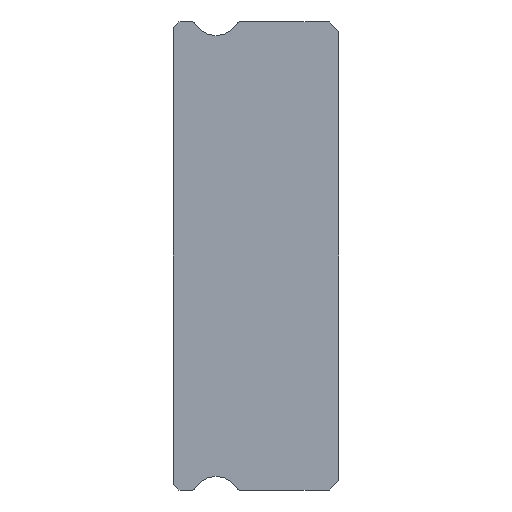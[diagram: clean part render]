
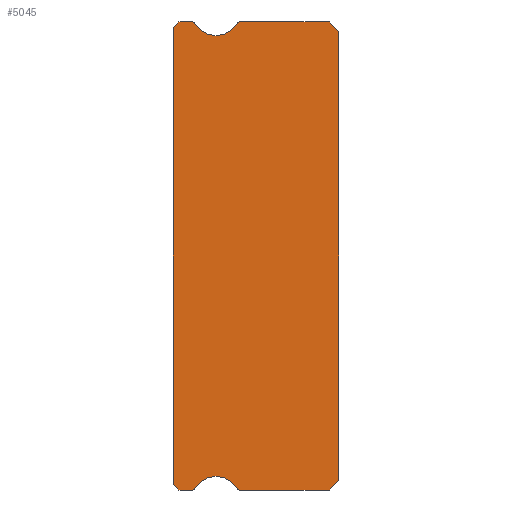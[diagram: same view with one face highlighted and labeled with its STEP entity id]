
A CAD part, left-side view. The second image highlights one B-rep face of the part: STEP entity #5045.
In plain terms, the highlighted planar face has unit normal (-1, 0, 0).
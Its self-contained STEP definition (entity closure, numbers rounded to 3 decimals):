
#8 = ORIENTED_EDGE ( 'NONE', *, *, #2969, .T. ) ;
#18 = CIRCLE ( 'NONE', #1440, 1.25 ) ;
#38 = VERTEX_POINT ( 'NONE', #1938 ) ;
#100 = LINE ( 'NONE', #3638, #4552 ) ;
#124 = DIRECTION ( 'NONE',  ( -1., 0., 0. ) ) ;
#156 = AXIS2_PLACEMENT_3D ( 'NONE', #266, #2681, #1874 ) ;
#161 = AXIS2_PLACEMENT_3D ( 'NONE', #4033, #463, #3326 ) ;
#175 = DIRECTION ( 'NONE',  ( 0., 0., 1. ) ) ;
#266 = CARTESIAN_POINT ( 'NONE',  ( -15., 7.512, -11.85 ) ) ;
#326 = ORIENTED_EDGE ( 'NONE', *, *, #4889, .F. ) ;
#336 = VERTEX_POINT ( 'NONE', #4833 ) ;
#359 = VERTEX_POINT ( 'NONE', #4965 ) ;
#409 = DIRECTION ( 'NONE',  ( -1., 0., 0. ) ) ;
#413 = VECTOR ( 'NONE', #495, 1000. ) ;
#463 = DIRECTION ( 'NONE',  ( 1., 0., 0. ) ) ;
#488 = DIRECTION ( 'NONE',  ( 0., 0., -1. ) ) ;
#495 = DIRECTION ( 'NONE',  ( 0., 1., 0. ) ) ;
#500 = DIRECTION ( 'NONE',  ( -1., 0., 0. ) ) ;
#505 = AXIS2_PLACEMENT_3D ( 'NONE', #2873, #2107, #488 ) ;
#581 = EDGE_CURVE ( 'NONE', #1843, #2011, #4687, .T. ) ;
#590 = ORIENTED_EDGE ( 'NONE', *, *, #1255, .T. ) ;
#597 = VECTOR ( 'NONE', #2286, 1000. ) ;
#625 = VERTEX_POINT ( 'NONE', #3660 ) ;
#779 = VERTEX_POINT ( 'NONE', #3459 ) ;
#798 = VERTEX_POINT ( 'NONE', #1007 ) ;
#805 = DIRECTION ( 'NONE',  ( 0., -0.707, -0.707 ) ) ;
#829 = CARTESIAN_POINT ( 'NONE',  ( -15., 6.3, 12.55 ) ) ;
#849 = ORIENTED_EDGE ( 'NONE', *, *, #2351, .F. ) ;
#874 = EDGE_CURVE ( 'NONE', #2986, #359, #924, .T. ) ;
#895 = CIRCLE ( 'NONE', #1905, 0.15 ) ;
#924 = LINE ( 'NONE', #3280, #2233 ) ;
#937 = LINE ( 'NONE', #3292, #1849 ) ;
#951 = PLANE ( 'NONE',  #4139 ) ;
#970 = EDGE_CURVE ( 'NONE', #779, #1628, #2739, .T. ) ;
#1007 = CARTESIAN_POINT ( 'NONE',  ( -15., 7.512, -12. ) ) ;
#1010 = CARTESIAN_POINT ( 'NONE',  ( -15., 5.217, -11.925 ) ) ;
#1090 = ORIENTED_EDGE ( 'NONE', *, *, #581, .F. ) ;
#1135 = CARTESIAN_POINT ( 'NONE',  ( -15., 7.512, -12. ) ) ;
#1140 = ORIENTED_EDGE ( 'NONE', *, *, #2926, .T. ) ;
#1146 = VERTEX_POINT ( 'NONE', #3369 ) ;
#1255 = EDGE_CURVE ( 'NONE', #625, #798, #1835, .T. ) ;
#1256 = VECTOR ( 'NONE', #805, 1000. ) ;
#1282 = DIRECTION ( 'NONE',  ( 1., 0., 0. ) ) ;
#1283 = EDGE_CURVE ( 'NONE', #2986, #2462, #3504, .T. ) ;
#1297 = LINE ( 'NONE', #1322, #1777 ) ;
#1312 = EDGE_CURVE ( 'NONE', #5110, #2933, #937, .T. ) ;
#1322 = CARTESIAN_POINT ( 'NONE',  ( -15., 8.5, 11.85 ) ) ;
#1380 = DIRECTION ( 'NONE',  ( 1., 0., 0. ) ) ;
#1401 = EDGE_CURVE ( 'NONE', #336, #1146, #1426, .T. ) ;
#1426 = CIRCLE ( 'NONE', #161, 0.15 ) ;
#1440 = AXIS2_PLACEMENT_3D ( 'NONE', #829, #409, #2009 ) ;
#1506 = EDGE_CURVE ( 'NONE', #1628, #359, #4909, .T. ) ;
#1586 = CIRCLE ( 'NONE', #505, 0.15 ) ;
#1618 = CARTESIAN_POINT ( 'NONE',  ( -15., 5.088, -11.85 ) ) ;
#1628 = VERTEX_POINT ( 'NONE', #2892 ) ;
#1666 = LINE ( 'NONE', #2483, #413 ) ;
#1738 = ORIENTED_EDGE ( 'NONE', *, *, #1506, .F. ) ;
#1746 = ORIENTED_EDGE ( 'NONE', *, *, #4205, .F. ) ;
#1777 = VECTOR ( 'NONE', #4480, 1000. ) ;
#1830 = AXIS2_PLACEMENT_3D ( 'NONE', #4165, #500, #2515 ) ;
#1835 = LINE ( 'NONE', #1135, #597 ) ;
#1843 = VERTEX_POINT ( 'NONE', #1010 ) ;
#1849 = VECTOR ( 'NONE', #2503, 1000. ) ;
#1874 = DIRECTION ( 'NONE',  ( 0., 0., -1. ) ) ;
#1905 = AXIS2_PLACEMENT_3D ( 'NONE', #1618, #1282, #2817 ) ;
#1938 = CARTESIAN_POINT ( 'NONE',  ( -15., 6.3, 11.3 ) ) ;
#1942 = DIRECTION ( 'NONE',  ( 0., -1., 0. ) ) ;
#1979 = CARTESIAN_POINT ( 'NONE',  ( -15., 8.2, -12. ) ) ;
#2009 = DIRECTION ( 'NONE',  ( 0., 0., -1. ) ) ;
#2011 = VERTEX_POINT ( 'NONE', #3921 ) ;
#2107 = DIRECTION ( 'NONE',  ( 1., 0., 0. ) ) ;
#2233 = VECTOR ( 'NONE', #175, 1000. ) ;
#2245 = EDGE_CURVE ( 'NONE', #2940, #2933, #1297, .T. ) ;
#2255 = DIRECTION ( 'NONE',  ( 0., 0.707, -0.707 ) ) ;
#2286 = DIRECTION ( 'NONE',  ( 0., -1., 0. ) ) ;
#2351 = EDGE_CURVE ( 'NONE', #38, #4492, #18, .T. ) ;
#2422 = CIRCLE ( 'NONE', #1830, 1.25 ) ;
#2443 = ORIENTED_EDGE ( 'NONE', *, *, #3342, .F. ) ;
#2462 = VERTEX_POINT ( 'NONE', #2901 ) ;
#2483 = CARTESIAN_POINT ( 'NONE',  ( -15., 7.512, -12. ) ) ;
#2503 = DIRECTION ( 'NONE',  ( 0., 0.707, -0.707 ) ) ;
#2515 = DIRECTION ( 'NONE',  ( 0., 0., -1. ) ) ;
#2547 = ORIENTED_EDGE ( 'NONE', *, *, #1401, .F. ) ;
#2622 = CARTESIAN_POINT ( 'NONE',  ( -15., 0., -11.5 ) ) ;
#2681 = DIRECTION ( 'NONE',  ( 1., 0., 0. ) ) ;
#2719 = CARTESIAN_POINT ( 'NONE',  ( -15., 7.512, 12. ) ) ;
#2739 = LINE ( 'NONE', #2719, #4296 ) ;
#2817 = DIRECTION ( 'NONE',  ( 0., 0., -1. ) ) ;
#2873 = CARTESIAN_POINT ( 'NONE',  ( -15., 5.088, 11.85 ) ) ;
#2892 = CARTESIAN_POINT ( 'NONE',  ( -15., 0.5, 12. ) ) ;
#2901 = CARTESIAN_POINT ( 'NONE',  ( -15., 0.5, -12. ) ) ;
#2909 = CIRCLE ( 'NONE', #156, 0.15 ) ;
#2917 = ORIENTED_EDGE ( 'NONE', *, *, #874, .T. ) ;
#2926 = EDGE_CURVE ( 'NONE', #2940, #625, #4333, .T. ) ;
#2933 = VERTEX_POINT ( 'NONE', #3468 ) ;
#2940 = VERTEX_POINT ( 'NONE', #3089 ) ;
#2952 = EDGE_CURVE ( 'NONE', #4492, #779, #1586, .T. ) ;
#2953 = CARTESIAN_POINT ( 'NONE',  ( -15., 6.3, -12.55 ) ) ;
#2955 = CARTESIAN_POINT ( 'NONE',  ( -15., 0.5, 12. ) ) ;
#2969 = EDGE_CURVE ( 'NONE', #336, #5110, #100, .T. ) ;
#2970 = DIRECTION ( 'NONE',  ( 0., 0., -1. ) ) ;
#2986 = VERTEX_POINT ( 'NONE', #4031 ) ;
#3033 = DIRECTION ( 'NONE',  ( 0., -0.707, -0.707 ) ) ;
#3089 = CARTESIAN_POINT ( 'NONE',  ( -15., 8.5, -11.7 ) ) ;
#3280 = CARTESIAN_POINT ( 'NONE',  ( -15., 0., 11.5 ) ) ;
#3292 = CARTESIAN_POINT ( 'NONE',  ( -15., 8.5, 11.7 ) ) ;
#3326 = DIRECTION ( 'NONE',  ( 0., 0., -1. ) ) ;
#3342 = EDGE_CURVE ( 'NONE', #2011, #798, #2909, .T. ) ;
#3369 = CARTESIAN_POINT ( 'NONE',  ( -15., 7.383, 11.925 ) ) ;
#3389 = AXIS2_PLACEMENT_3D ( 'NONE', #2953, #124, #4150 ) ;
#3397 = CARTESIAN_POINT ( 'NONE',  ( -15., 7.512, 11.85 ) ) ;
#3459 = CARTESIAN_POINT ( 'NONE',  ( -15., 5.088, 12. ) ) ;
#3468 = CARTESIAN_POINT ( 'NONE',  ( -15., 8.5, 11.7 ) ) ;
#3504 = LINE ( 'NONE', #2622, #4404 ) ;
#3618 = CARTESIAN_POINT ( 'NONE',  ( -15., 8.2, 12. ) ) ;
#3638 = CARTESIAN_POINT ( 'NONE',  ( -15., 8.2, 12. ) ) ;
#3660 = CARTESIAN_POINT ( 'NONE',  ( -15., 8.2, -12. ) ) ;
#3709 = EDGE_CURVE ( 'NONE', #1146, #38, #2422, .T. ) ;
#3872 = ORIENTED_EDGE ( 'NONE', *, *, #2245, .F. ) ;
#3889 = ORIENTED_EDGE ( 'NONE', *, *, #3709, .F. ) ;
#3921 = CARTESIAN_POINT ( 'NONE',  ( -15., 7.383, -11.925 ) ) ;
#4031 = CARTESIAN_POINT ( 'NONE',  ( -15., 0., -11.5 ) ) ;
#4033 = CARTESIAN_POINT ( 'NONE',  ( -15., 7.512, 11.85 ) ) ;
#4035 = ORIENTED_EDGE ( 'NONE', *, *, #1283, .F. ) ;
#4051 = DIRECTION ( 'NONE',  ( 0., 1., 0. ) ) ;
#4139 = AXIS2_PLACEMENT_3D ( 'NONE', #3397, #1380, #2970 ) ;
#4150 = DIRECTION ( 'NONE',  ( 0., 0., -1. ) ) ;
#4165 = CARTESIAN_POINT ( 'NONE',  ( -15., 6.3, 12.55 ) ) ;
#4183 = ORIENTED_EDGE ( 'NONE', *, *, #1312, .T. ) ;
#4205 = EDGE_CURVE ( 'NONE', #2462, #4610, #1666, .T. ) ;
#4296 = VECTOR ( 'NONE', #1942, 1000. ) ;
#4333 = LINE ( 'NONE', #1979, #1256 ) ;
#4404 = VECTOR ( 'NONE', #2255, 1000. ) ;
#4480 = DIRECTION ( 'NONE',  ( 0., 0., 1. ) ) ;
#4483 = FACE_OUTER_BOUND ( 'NONE', #4713, .T. ) ;
#4492 = VERTEX_POINT ( 'NONE', #5067 ) ;
#4552 = VECTOR ( 'NONE', #4051, 1000. ) ;
#4610 = VERTEX_POINT ( 'NONE', #5053 ) ;
#4687 = CIRCLE ( 'NONE', #3389, 1.25 ) ;
#4713 = EDGE_LOOP ( 'NONE', ( #3872, #1140, #590, #2443, #1090, #326, #1746, #4035, #2917, #1738, #4753, #4843, #849, #3889, #2547, #8, #4183 ) ) ;
#4753 = ORIENTED_EDGE ( 'NONE', *, *, #970, .F. ) ;
#4809 = VECTOR ( 'NONE', #3033, 1000. ) ;
#4833 = CARTESIAN_POINT ( 'NONE',  ( -15., 7.512, 12. ) ) ;
#4843 = ORIENTED_EDGE ( 'NONE', *, *, #2952, .F. ) ;
#4889 = EDGE_CURVE ( 'NONE', #4610, #1843, #895, .T. ) ;
#4909 = LINE ( 'NONE', #2955, #4809 ) ;
#4965 = CARTESIAN_POINT ( 'NONE',  ( -15., 0., 11.5 ) ) ;
#5045 = ADVANCED_FACE ( 'NONE', ( #4483 ), #951, .F. ) ;
#5053 = CARTESIAN_POINT ( 'NONE',  ( -15., 5.088, -12. ) ) ;
#5067 = CARTESIAN_POINT ( 'NONE',  ( -15., 5.217, 11.925 ) ) ;
#5110 = VERTEX_POINT ( 'NONE', #3618 ) ;
